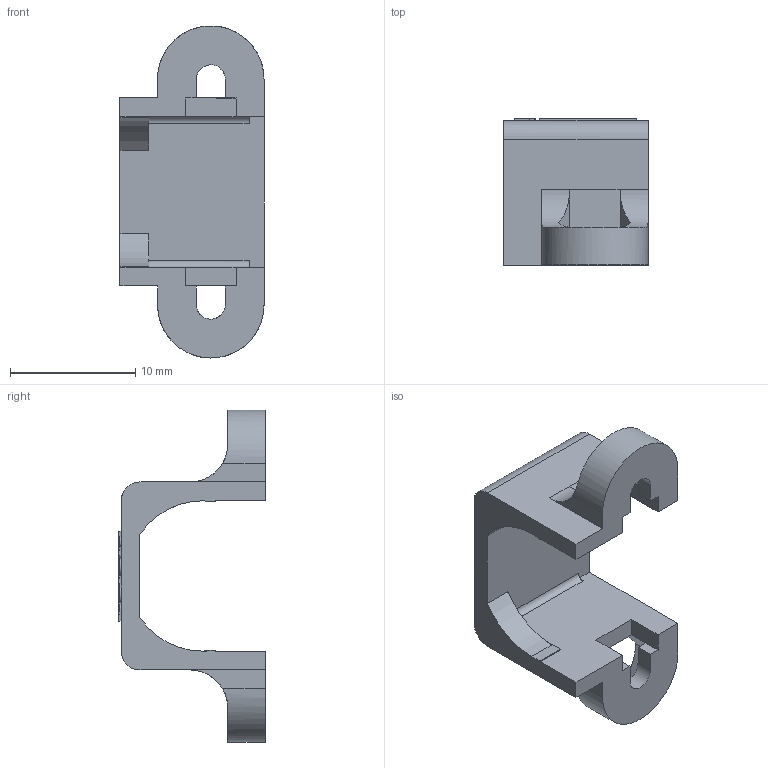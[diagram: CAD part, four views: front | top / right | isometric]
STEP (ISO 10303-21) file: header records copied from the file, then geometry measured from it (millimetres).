
FILE_DESCRIPTION (( 'STEP AP214' ), '1' );
FILE_NAME ('Pololu SNo 986 Black Bracket.STEP', '2018-03-24T09:35:23', ( '' ), ( '' ), 'SwSTEP 2.0', 'SolidWorks 2016', '' );
FILE_SCHEMA (( 'AUTOMOTIVE_DESIGN' ));
Length unit declared in the file: millimetre
Products named in the file (2): Pololu SNo 986 Black Bracket
Bounding box: 11.5 x 11.7 x 26.5 mm (x, y, z)
Volume: 772.8 mm3; surface area: 1198.6 mm2
Topology: 1 solids, 1 shells, 889 faces, 2717 edges, 1836 vertices
Faces by surface type: plane 872, cylinder 17
Entity records: 41556 total; most frequent: CARTESIAN_POINT 10614, ORIENTED_EDGE 5434, DIRECTION 2868, EDGE_CURVE 2717, VERTEX_POINT 1836, B_SPLINE_CURVE_WITH_KNOTS 1642, LINE 1064, VECTOR 1064
